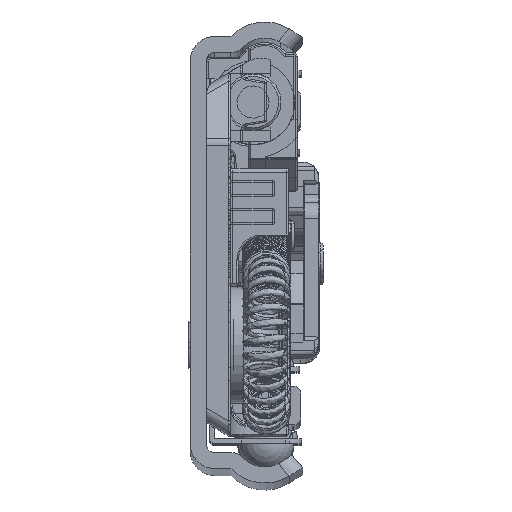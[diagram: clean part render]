
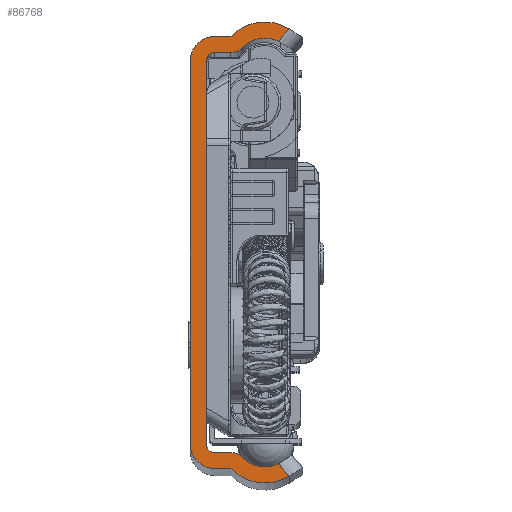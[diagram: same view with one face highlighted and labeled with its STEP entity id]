
A CAD part, top view. The second image highlights one B-rep face of the part: STEP entity #86768.
In plain terms, the highlighted planar face has unit normal (0, 0, 1).
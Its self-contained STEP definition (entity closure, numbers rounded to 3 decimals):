
#10089=FACE_OUTER_BOUND('',#14856,.T.);
#14856=EDGE_LOOP('',(#59549,#59550,#59551,#59552,#59553,#59554,#59555,#59556,
#59557,#59558,#59559,#59560,#59561,#59562,#59563,#59564,#59565,#59566));
#19945=CIRCLE('',#91851,5.8);
#19946=CIRCLE('',#91861,5.8);
#19947=CIRCLE('',#91865,3.8);
#19948=CIRCLE('',#91866,2.);
#19949=CIRCLE('',#91867,1.);
#19950=CIRCLE('',#91868,1.);
#19951=CIRCLE('',#91869,2.);
#19952=CIRCLE('',#91870,3.8);
#19953=CIRCLE('',#91871,3.);
#19954=CIRCLE('',#91872,3.);
#23361=LINE('',#125037,#30195);
#23391=LINE('',#125130,#30225);
#23437=LINE('',#125315,#30271);
#23438=LINE('',#125322,#30272);
#23439=LINE('',#125327,#30273);
#23440=LINE('',#125332,#30274);
#23441=LINE('',#125334,#30275);
#23442=LINE('',#125338,#30276);
#30195=VECTOR('',#100337,10.);
#30225=VECTOR('',#100425,10.);
#30271=VECTOR('',#100587,10.);
#30272=VECTOR('',#100594,10.);
#30273=VECTOR('',#100599,10.);
#30274=VECTOR('',#100604,10.);
#30275=VECTOR('',#100605,10.);
#30276=VECTOR('',#100610,10.);
#37207=VERTEX_POINT('',#125035);
#37208=VERTEX_POINT('',#125036);
#37241=VERTEX_POINT('',#125128);
#37242=VERTEX_POINT('',#125129);
#37281=VERTEX_POINT('',#125258);
#37282=VERTEX_POINT('',#125263);
#37291=VERTEX_POINT('',#125297);
#37292=VERTEX_POINT('',#125299);
#37295=VERTEX_POINT('',#125310);
#37296=VERTEX_POINT('',#125317);
#37297=VERTEX_POINT('',#125319);
#37298=VERTEX_POINT('',#125321);
#37299=VERTEX_POINT('',#125324);
#37300=VERTEX_POINT('',#125326);
#37301=VERTEX_POINT('',#125328);
#37302=VERTEX_POINT('',#125330);
#37303=VERTEX_POINT('',#125333);
#37304=VERTEX_POINT('',#125336);
#45837=EDGE_CURVE('',#37207,#37208,#23361,.T.);
#45884=EDGE_CURVE('',#37241,#37242,#23391,.T.);
#45947=EDGE_CURVE('',#37281,#37282,#19945,.T.);
#45962=EDGE_CURVE('',#37291,#37292,#19946,.T.);
#45967=EDGE_CURVE('',#37295,#37281,#23437,.T.);
#45968=EDGE_CURVE('',#37296,#37295,#19947,.T.);
#45969=EDGE_CURVE('',#37297,#37296,#19948,.T.);
#45970=EDGE_CURVE('',#37298,#37297,#23438,.T.);
#45971=EDGE_CURVE('',#37242,#37298,#19949,.T.);
#45972=EDGE_CURVE('',#37299,#37241,#19950,.T.);
#45973=EDGE_CURVE('',#37300,#37299,#23439,.T.);
#45974=EDGE_CURVE('',#37301,#37300,#19951,.T.);
#45975=EDGE_CURVE('',#37302,#37301,#19952,.T.);
#45976=EDGE_CURVE('',#37292,#37302,#23440,.T.);
#45977=EDGE_CURVE('',#37303,#37291,#23441,.T.);
#45978=EDGE_CURVE('',#37208,#37303,#19953,.T.);
#45979=EDGE_CURVE('',#37304,#37207,#19954,.T.);
#45980=EDGE_CURVE('',#37282,#37304,#23442,.T.);
#59549=ORIENTED_EDGE('',*,*,#45967,.F.);
#59550=ORIENTED_EDGE('',*,*,#45968,.F.);
#59551=ORIENTED_EDGE('',*,*,#45969,.F.);
#59552=ORIENTED_EDGE('',*,*,#45970,.F.);
#59553=ORIENTED_EDGE('',*,*,#45971,.F.);
#59554=ORIENTED_EDGE('',*,*,#45884,.F.);
#59555=ORIENTED_EDGE('',*,*,#45972,.F.);
#59556=ORIENTED_EDGE('',*,*,#45973,.F.);
#59557=ORIENTED_EDGE('',*,*,#45974,.F.);
#59558=ORIENTED_EDGE('',*,*,#45975,.F.);
#59559=ORIENTED_EDGE('',*,*,#45976,.F.);
#59560=ORIENTED_EDGE('',*,*,#45962,.F.);
#59561=ORIENTED_EDGE('',*,*,#45977,.F.);
#59562=ORIENTED_EDGE('',*,*,#45978,.F.);
#59563=ORIENTED_EDGE('',*,*,#45837,.F.);
#59564=ORIENTED_EDGE('',*,*,#45979,.F.);
#59565=ORIENTED_EDGE('',*,*,#45980,.F.);
#59566=ORIENTED_EDGE('',*,*,#45947,.F.);
#84573=PLANE('',#91864);
#86768=ADVANCED_FACE('',(#10089),#84573,.T.);
#91851=AXIS2_PLACEMENT_3D('',#125264,#100552,#100553);
#91861=AXIS2_PLACEMENT_3D('',#125300,#100580,#100581);
#91864=AXIS2_PLACEMENT_3D('',#125316,#100588,#100589);
#91865=AXIS2_PLACEMENT_3D('',#125318,#100590,#100591);
#91866=AXIS2_PLACEMENT_3D('',#125320,#100592,#100593);
#91867=AXIS2_PLACEMENT_3D('',#125323,#100595,#100596);
#91868=AXIS2_PLACEMENT_3D('',#125325,#100597,#100598);
#91869=AXIS2_PLACEMENT_3D('',#125329,#100600,#100601);
#91870=AXIS2_PLACEMENT_3D('',#125331,#100602,#100603);
#91871=AXIS2_PLACEMENT_3D('',#125335,#100606,#100607);
#91872=AXIS2_PLACEMENT_3D('',#125337,#100608,#100609);
#100337=DIRECTION('',(0.,1.,0.));
#100425=DIRECTION('',(0.,-1.,0.));
#100552=DIRECTION('center_axis',(0.,0.,-1.));
#100553=DIRECTION('ref_axis',(0.724,0.69,0.));
#100580=DIRECTION('center_axis',(0.,0.,-1.));
#100581=DIRECTION('ref_axis',(-0.525,-0.851,0.));
#100587=DIRECTION('',(0.653,-0.757,0.));
#100588=DIRECTION('center_axis',(0.,0.,1.));
#100589=DIRECTION('ref_axis',(1.,0.,0.));
#100590=DIRECTION('center_axis',(0.,0.,1.));
#100591=DIRECTION('ref_axis',(-0.724,-0.69,0.));
#100592=DIRECTION('center_axis',(0.,0.,-1.));
#100593=DIRECTION('ref_axis',(-0.724,-0.69,0.));
#100594=DIRECTION('',(1.,0.,0.));
#100595=DIRECTION('center_axis',(0.,0.,1.));
#100596=DIRECTION('ref_axis',(-1.,0.,0.));
#100597=DIRECTION('center_axis',(0.,0.,1.));
#100598=DIRECTION('ref_axis',(0.,1.,0.));
#100599=DIRECTION('',(-1.,0.,0.));
#100600=DIRECTION('center_axis',(0.,0.,-1.));
#100601=DIRECTION('ref_axis',(0.,1.,0.));
#100602=DIRECTION('center_axis',(0.,0.,1.));
#100603=DIRECTION('ref_axis',(0.525,0.851,0.));
#100604=DIRECTION('',(-0.653,-0.757,0.));
#100605=DIRECTION('',(1.,0.,0.));
#100606=DIRECTION('center_axis',(0.,0.,-1.));
#100607=DIRECTION('ref_axis',(0.,-1.,0.));
#100608=DIRECTION('center_axis',(0.,0.,-1.));
#100609=DIRECTION('ref_axis',(1.,0.,0.));
#100610=DIRECTION('',(-1.,0.,0.));
#125035=CARTESIAN_POINT('',(-9.25,-23.9,250.));
#125036=CARTESIAN_POINT('',(-9.25,23.9,250.));
#125037=CARTESIAN_POINT('',(-9.25,-23.9,250.));
#125128=CARTESIAN_POINT('',(-7.25,23.9,250.));
#125129=CARTESIAN_POINT('',(-7.25,-23.9,250.));
#125130=CARTESIAN_POINT('',(-7.25,23.9,250.));
#125258=CARTESIAN_POINT('',(3.027,-27.848,250.));
#125263=CARTESIAN_POINT('',(-4.2,-26.9,250.));
#125264=CARTESIAN_POINT('Origin',(0.,-22.9,
250.));
#125297=CARTESIAN_POINT('',(-4.2,26.9,250.));
#125299=CARTESIAN_POINT('',(3.027,27.848,250.));
#125300=CARTESIAN_POINT('Origin',(0.,22.9,
250.));
#125310=CARTESIAN_POINT('',(1.693,-26.302,250.));
#125315=CARTESIAN_POINT('',(-6.304,-17.031,250.));
#125316=CARTESIAN_POINT('Origin',(-5.819,0.,
250.));
#125317=CARTESIAN_POINT('',(-2.752,-25.521,250.));
#125318=CARTESIAN_POINT('Origin',(0.,-22.9,
250.));
#125319=CARTESIAN_POINT('',(-4.2,-24.9,250.));
#125320=CARTESIAN_POINT('Origin',(-4.2,-26.9,250.));
#125321=CARTESIAN_POINT('',(-6.25,-24.9,250.));
#125322=CARTESIAN_POINT('',(-6.25,-24.9,250.));
#125323=CARTESIAN_POINT('Origin',(-6.25,-23.9,250.));
#125324=CARTESIAN_POINT('',(-6.25,24.9,250.));
#125325=CARTESIAN_POINT('Origin',(-6.25,23.9,250.));
#125326=CARTESIAN_POINT('',(-4.2,24.9,250.));
#125327=CARTESIAN_POINT('',(-4.2,24.9,250.));
#125328=CARTESIAN_POINT('',(-2.752,25.521,250.));
#125329=CARTESIAN_POINT('Origin',(-4.2,26.9,250.));
#125330=CARTESIAN_POINT('',(1.693,26.302,250.));
#125331=CARTESIAN_POINT('Origin',(0.,22.9,
250.));
#125332=CARTESIAN_POINT('',(-5.642,17.798,250.));
#125333=CARTESIAN_POINT('',(-6.25,26.9,250.));
#125334=CARTESIAN_POINT('',(-6.25,26.9,250.));
#125335=CARTESIAN_POINT('Origin',(-6.25,23.9,250.));
#125336=CARTESIAN_POINT('',(-6.25,-26.9,250.));
#125337=CARTESIAN_POINT('Origin',(-6.25,-23.9,250.));
#125338=CARTESIAN_POINT('',(-4.2,-26.9,250.));
